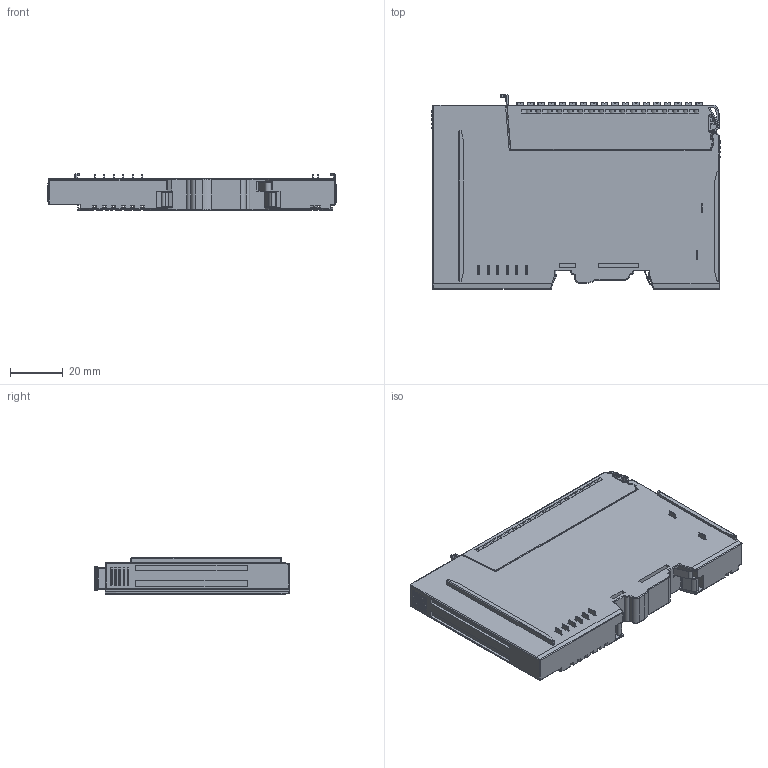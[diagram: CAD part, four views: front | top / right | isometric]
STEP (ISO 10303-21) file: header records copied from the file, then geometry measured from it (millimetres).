
FILE_DESCRIPTION((''),'2;1');
FILE_NAME('SALES_N_18PT_ASM','2018-04-13T',('seo'),(''),'CREO PARAMETRIC BY PTC INC, 2016130','CREO PARAMETRIC BY PTC INC, 2016130','');
FILE_SCHEMA(('CONFIG_CONTROL_DESIGN'));
Products named in the file (3): SALES_N_18PT; SALES_N_18PT_RTB; SALES_N_18PT_ASM
Assembly tree (2 placements, depth 2):
  SALES_N_18PT_ASM
    SALES_N_18PT
    SALES_N_18PT_RTB
Bounding box: 109.84 x 74.01 x 13.9 mm (x, y, z)
Volume: 84863.7 mm3; surface area: 27701.4 mm2
Topology: 2 solids, 3 shells, 3650 faces, 9638 edges, 6137 vertices
Faces by surface type: plane 2375, cylinder 816, cone 227, sphere 106, torus 76, bspline 47, extrusion 3
Entity records: 117045 total; most frequent: CARTESIAN_POINT 29082, ORIENTED_EDGE 19272, DIRECTION 16580, EDGE_CURVE 9636, VECTOR 6944, LINE 6941, VERTEX_POINT 6137, AXIS2_PLACEMENT_3D 4818
